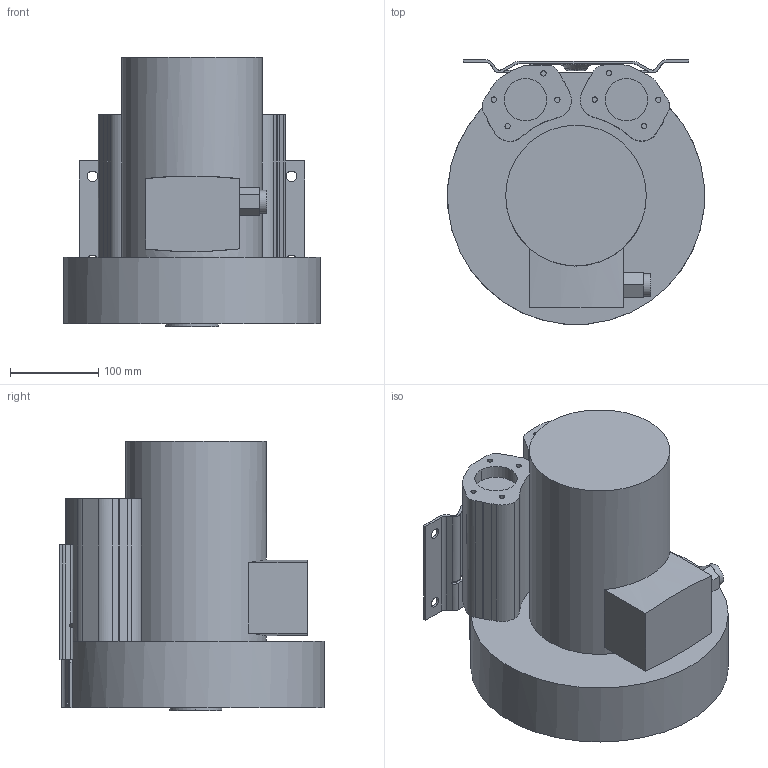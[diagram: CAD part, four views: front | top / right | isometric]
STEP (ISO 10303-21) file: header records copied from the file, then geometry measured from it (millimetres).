
FILE_DESCRIPTION(/* description */ (''),/* implementation_level */ '2;1');
FILE_NAME(/* name */ '2RB410-1AQ26-JT-.stp',/* time_stamp */ '2025-07-09T14:08:40+08:00',/* author */ (''),/* organization */ (''),/* preprocessor_version */ 'ST-DEVELOPER v16',/* originating_system */ 'SIEMENS PLM Software NX 10.0',/* authorisation */ '');
FILE_SCHEMA (('AP203_CONFIGURATION_CONTROLLED_3D_DESIGN_OF_MECHANICAL_PARTS_AND_ASSEMBLIES_MIM_LF { 1 0 10303 403 2 1 2}'));
Length unit declared in the file: millimetre
Products named in the file (1): Admi149409144blu
Bounding box: 290.34 x 298.74 x 304.3 mm (x, y, z)
Volume: 11934916 mm3; surface area: 527993.7 mm2
Topology: 1 solids, 1 shells, 244 faces, 669 edges, 440 vertices
Faces by surface type: cylinder 121, plane 97, bspline 20, cone 6
Full cylindrical faces by diameter (mm): 26 x1, 159 x1
Entity records: 10086 total; most frequent: CARTESIAN_POINT 3759, ORIENTED_EDGE 1326, DIRECTION 1275, EDGE_CURVE 663, AXIS2_PLACEMENT_3D 466, VERTEX_POINT 437, LINE 343, VECTOR 343
